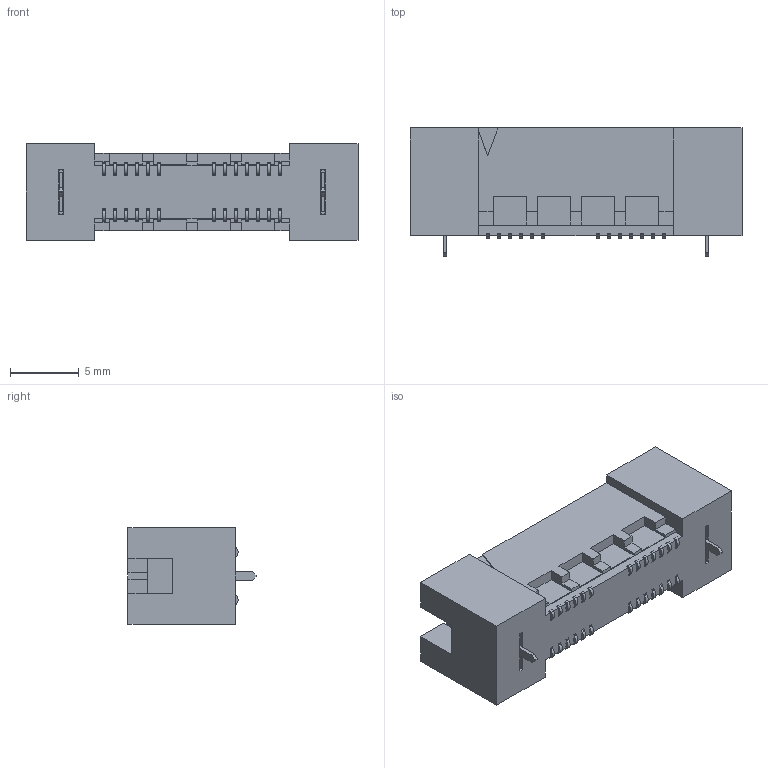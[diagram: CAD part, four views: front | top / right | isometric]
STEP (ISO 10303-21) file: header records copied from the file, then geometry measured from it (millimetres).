
FILE_DESCRIPTION (( 'STEP AP214' ), '1' );
FILE_NAME ('HSEC8-113-01-L-DV-L2.STEP', '2018-02-28T15:44:14', ( '' ), ( '' ), 'SwSTEP 2.0', 'SolidWorks 2018', '' );
FILE_SCHEMA (( 'AUTOMOTIVE_DESIGN' ));
Length unit declared in the file: millimetre
Products named in the file (5): _C_188_02_Pin_6_01_4; _WT_25_09_Latching_Option_L2_8; _HSEC8_113_01_L_DV_L2ter_2; HSEC8-113-01-L-DV-L2; _C_188_02_Pin_7_01_6
Assembly tree (5 placements, depth 2):
  HSEC8-113-01-L-DV-L2
    _HSEC8_113_01_L_DV_L2ter_2
    _C_188_02_Pin_6_01_4
    _C_188_02_Pin_7_01_6
    _WT_25_09_Latching_Option_L2_8  x2
Bounding box: 24.06 x 9.28 x 7 mm (x, y, z)
Volume: 847.6 mm3; surface area: 1716.6 mm2
Topology: 5 solids, 5 shells, 1180 faces, 3497 edges, 2327 vertices
Faces by surface type: plane 868, cylinder 312
Entity records: 38704 total; most frequent: CARTESIAN_POINT 7862, ORIENTED_EDGE 6910, DIRECTION 5851, EDGE_CURVE 3455, VECTOR 2779, LINE 2779, VERTEX_POINT 2299, AXIS2_PLACEMENT_3D 1536
